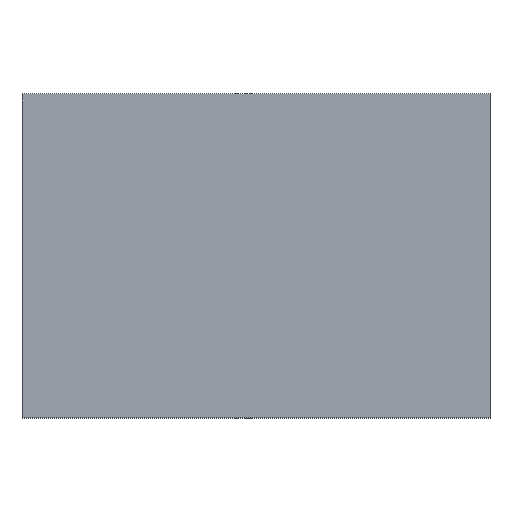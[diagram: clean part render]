
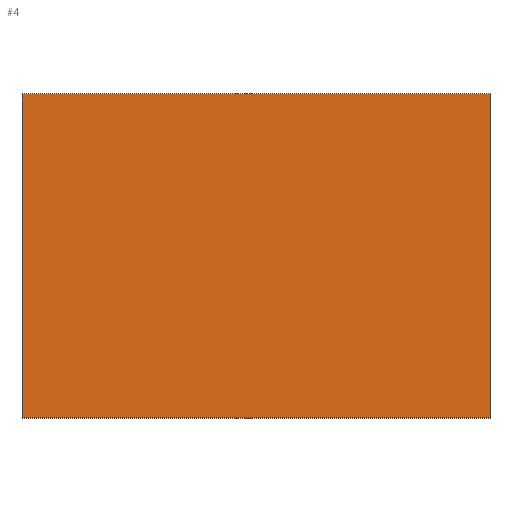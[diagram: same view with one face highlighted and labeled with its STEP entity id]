
A CAD part, top view. The second image highlights one B-rep face of the part: STEP entity #4.
In plain terms, the highlighted planar face has unit normal (0, 0, 1).
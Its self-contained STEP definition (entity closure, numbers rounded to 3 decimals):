
#4 = ADVANCED_FACE ( 'NONE', ( #123 ), #97, .T. ) ;
#15 = VECTOR ( 'NONE', #61, 1000. ) ;
#16 = CARTESIAN_POINT ( 'NONE',  ( -52.659, 36.477, 65. ) ) ;
#22 = EDGE_LOOP ( 'NONE', ( #73, #218, #35, #95 ) ) ;
#29 = LINE ( 'NONE', #58, #169 ) ;
#31 = CARTESIAN_POINT ( 'NONE',  ( 12.341, -8.523, 65. ) ) ;
#35 = ORIENTED_EDGE ( 'NONE', *, *, #133, .T. ) ;
#36 = CARTESIAN_POINT ( 'NONE',  ( -52.659, -8.523, 65. ) ) ;
#38 = CARTESIAN_POINT ( 'NONE',  ( 12.341, 36.477, 65. ) ) ;
#48 = VERTEX_POINT ( 'NONE', #16 ) ;
#53 = VERTEX_POINT ( 'NONE', #36 ) ;
#57 = DIRECTION ( 'NONE',  ( 0., -1., 0. ) ) ;
#58 = CARTESIAN_POINT ( 'NONE',  ( 12.341, -8.523, 65. ) ) ;
#59 = VECTOR ( 'NONE', #57, 1000. ) ;
#61 = DIRECTION ( 'NONE',  ( 1., 0., 0. ) ) ;
#73 = ORIENTED_EDGE ( 'NONE', *, *, #136, .T. ) ;
#74 = DIRECTION ( 'NONE',  ( 0., 1., 0. ) ) ;
#80 = VERTEX_POINT ( 'NONE', #122 ) ;
#81 = CARTESIAN_POINT ( 'NONE',  ( -52.659, 36.477, 65. ) ) ;
#85 = DIRECTION ( 'NONE',  ( -1., 0., 0. ) ) ;
#89 = LINE ( 'NONE', #38, #125 ) ;
#91 = VERTEX_POINT ( 'NONE', #31 ) ;
#95 = ORIENTED_EDGE ( 'NONE', *, *, #176, .T. ) ;
#97 = PLANE ( 'NONE',  #170 ) ;
#122 = CARTESIAN_POINT ( 'NONE',  ( 12.341, 36.477, 65. ) ) ;
#123 = FACE_OUTER_BOUND ( 'NONE', #22, .T. ) ;
#125 = VECTOR ( 'NONE', #85, 1000. ) ;
#133 = EDGE_CURVE ( 'NONE', #91, #80, #29, .T. ) ;
#136 = EDGE_CURVE ( 'NONE', #48, #53, #199, .T. ) ;
#148 = LINE ( 'NONE', #224, #15 ) ;
#164 = DIRECTION ( 'NONE',  ( 0., 0., 1. ) ) ;
#169 = VECTOR ( 'NONE', #74, 1000. ) ;
#170 = AXIS2_PLACEMENT_3D ( 'NONE', #227, #164, #202 ) ;
#176 = EDGE_CURVE ( 'NONE', #80, #48, #89, .T. ) ;
#199 = LINE ( 'NONE', #81, #59 ) ;
#202 = DIRECTION ( 'NONE',  ( 1., 0., 0. ) ) ;
#218 = ORIENTED_EDGE ( 'NONE', *, *, #236, .T. ) ;
#224 = CARTESIAN_POINT ( 'NONE',  ( -52.659, -8.523, 65. ) ) ;
#227 = CARTESIAN_POINT ( 'NONE',  ( 0., 0., 65. ) ) ;
#236 = EDGE_CURVE ( 'NONE', #53, #91, #148, .T. ) ;
